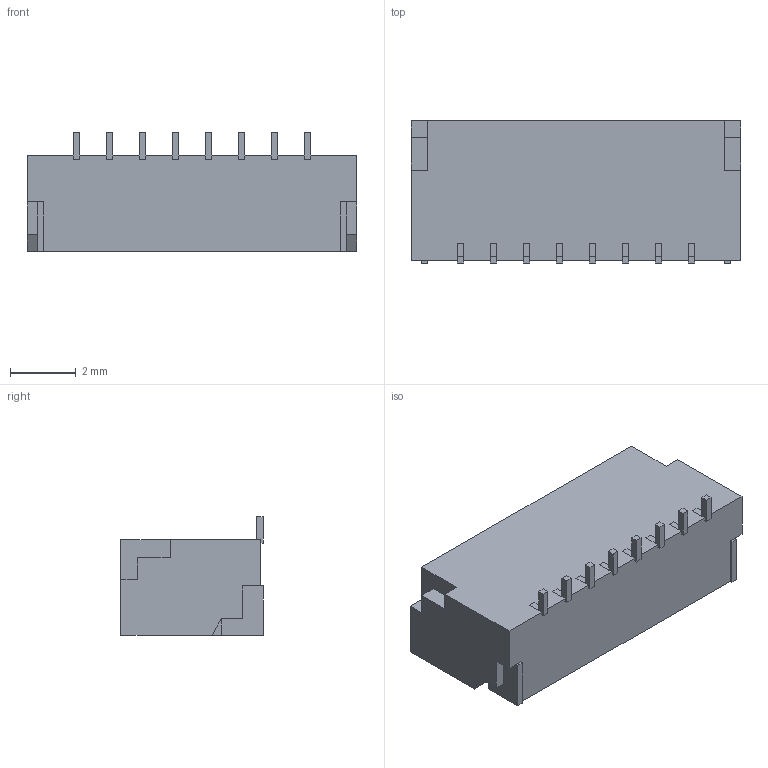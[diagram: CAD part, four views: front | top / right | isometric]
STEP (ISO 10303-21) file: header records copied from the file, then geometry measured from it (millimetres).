
FILE_DESCRIPTION (( 'STEP AP214' ), '1' );
FILE_NAME ('JST_SH_BM08B-SRSS-TB.STEP', '2021-01-14T14:16:47+00:00', 'Stefan Hamminga', '', '', '', '');
FILE_SCHEMA (( 'AUTOMOTIVE_DESIGN' ));
Length unit declared in the file: millimetre
Products named in the file (1): JST_SH_BM08B-SRSS-TB
Bounding box: 10 x 4.32 x 3.6 mm (x, y, z)
Volume: 71 mm3; surface area: 294.7 mm2
Topology: 11 solids, 11 shells, 151 faces, 384 edges, 256 vertices
Faces by surface type: plane 151
Entity records: 5594 total; most frequent: CARTESIAN_POINT 792, ORIENTED_EDGE 768, DIRECTION 688, LINE 384, VECTOR 384, EDGE_CURVE 384, VERTEX_POINT 256, EDGE_LOOP 152
